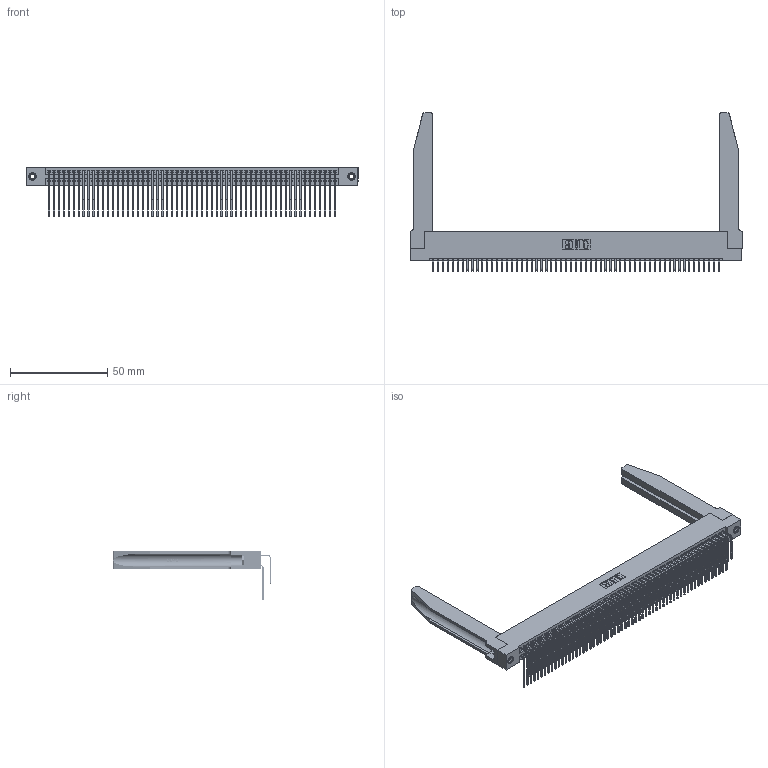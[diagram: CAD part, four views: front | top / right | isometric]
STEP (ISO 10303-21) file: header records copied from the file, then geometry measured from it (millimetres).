
FILE_DESCRIPTION (( 'STEP AP203' ), '1' );
FILE_NAME ('395-118-559-278.STEP', '2019-10-28T03:06:49', ( '' ), ( '' ), 'SwSTEP 2.0', 'SolidWorks 2016', '' );
FILE_SCHEMA (( 'CONFIG_CONTROL_DESIGN' ));
Length unit declared in the file: inch
Products named in the file (6): 345-250-001_345-250-001-102; 345-220-078_345-220-078; 395-118-559-278; 345 Part_Flush Mounting Lugs - 0.156 Dia-TH; 345-292-001_558 559 Tail - 1; 345-292-001_559 Tail - 2
Assembly tree (123 placements, depth 2):
  395-118-559-278
    345 Part_Flush Mounting Lugs - 0.156 Dia-TH
    345-292-001_558 559 Tail - 1  x59
    345-292-001_559 Tail - 2  x59
    345-250-001_345-250-001-102  x2
    345-220-078_345-220-078  x2
Bounding box: 171.09 x 81.52 x 25.53 mm (x, y, z)
Volume: 25229.2 mm3; surface area: 36175.7 mm2
Topology: 123 solids, 123 shells, 6496 faces, 19239 edges, 12658 vertices
Faces by surface type: plane 4352, cylinder 2092, bspline 36, cone 12, torus 4
Entity records: 50396 total; most frequent: CARTESIAN_POINT 9394, ORIENTED_EDGE 8174, DIRECTION 7229, EDGE_CURVE 4087, VECTOR 3585, LINE 3585, VERTEX_POINT 2716, AXIS2_PLACEMENT_3D 1822
